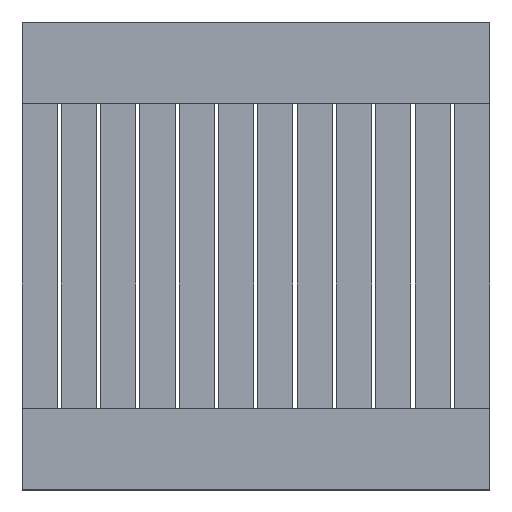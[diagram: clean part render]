
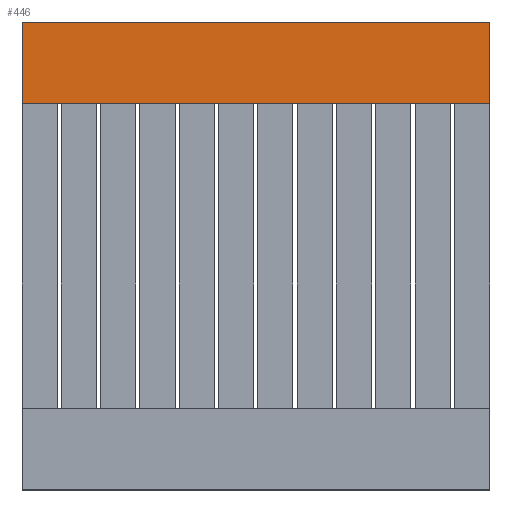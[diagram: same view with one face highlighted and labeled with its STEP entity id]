
A CAD part, top view. The second image highlights one B-rep face of the part: STEP entity #446.
In plain terms, the highlighted planar face has unit normal (0, 0, 1).
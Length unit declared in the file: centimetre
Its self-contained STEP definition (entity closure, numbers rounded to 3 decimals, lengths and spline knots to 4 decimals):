
#446=ADVANCED_FACE('',(#586),#2154,.T.);
#586=FACE_OUTER_BOUND('',#726,.T.);
#726=EDGE_LOOP('',(#1275,#1276,#1277,#1278));
#1275=ORIENTED_EDGE('',*,*,#1583,.F.);
#1276=ORIENTED_EDGE('',*,*,#1576,.T.);
#1277=ORIENTED_EDGE('',*,*,#1584,.T.);
#1278=ORIENTED_EDGE('',*,*,#1580,.F.);
#1576=EDGE_CURVE('',#2016,#2017,#1816,.T.);
#1580=EDGE_CURVE('',#2020,#2021,#1820,.T.);
#1583=EDGE_CURVE('',#2016,#2020,#1823,.T.);
#1584=EDGE_CURVE('',#2017,#2021,#1824,.T.);
#1816=B_SPLINE_CURVE_WITH_KNOTS('',1,(#3392,#3393),.UNSPECIFIED.,.F.,.F.,
(2,2),(32.,117.),.UNSPECIFIED.);
#1820=B_SPLINE_CURVE_WITH_KNOTS('',1,(#3400,#3401),.UNSPECIFIED.,.F.,.F.,
(2,2),(32.,117.),.UNSPECIFIED.);
#1823=B_SPLINE_CURVE_WITH_KNOTS('',1,(#3406,#3407),.UNSPECIFIED.,.F.,.F.,
(2,2),(0.,700.),.UNSPECIFIED.);
#1824=B_SPLINE_CURVE_WITH_KNOTS('',1,(#3408,#3409),.UNSPECIFIED.,.F.,.F.,
(2,2),(0.,700.),.UNSPECIFIED.);
#2016=VERTEX_POINT('',#3383);
#2017=VERTEX_POINT('',#3384);
#2020=VERTEX_POINT('',#3387);
#2021=VERTEX_POINT('',#3388);
#2154=PLANE('',#2335);
#2335=AXIS2_PLACEMENT_3D('',#3379,#2481,$);
#2481=DIRECTION('',(0.,0.,1.));
#3379=CARTESIAN_POINT('',(-40.,80.,3.2));
#3383=CARTESIAN_POINT('',(-40.,80.,3.2));
#3384=CARTESIAN_POINT('',(-40.,66.,3.2));
#3387=CARTESIAN_POINT('',(40.,80.,3.2));
#3388=CARTESIAN_POINT('',(40.,66.,3.2));
#3392=CARTESIAN_POINT('',(-40.,80.,3.2));
#3393=CARTESIAN_POINT('',(-40.,66.,3.2));
#3400=CARTESIAN_POINT('',(40.,80.,3.2));
#3401=CARTESIAN_POINT('',(40.,66.,3.2));
#3406=CARTESIAN_POINT('',(-40.,80.,3.2));
#3407=CARTESIAN_POINT('',(40.,80.,3.2));
#3408=CARTESIAN_POINT('',(-40.,66.,3.2));
#3409=CARTESIAN_POINT('',(40.,66.,3.2));
